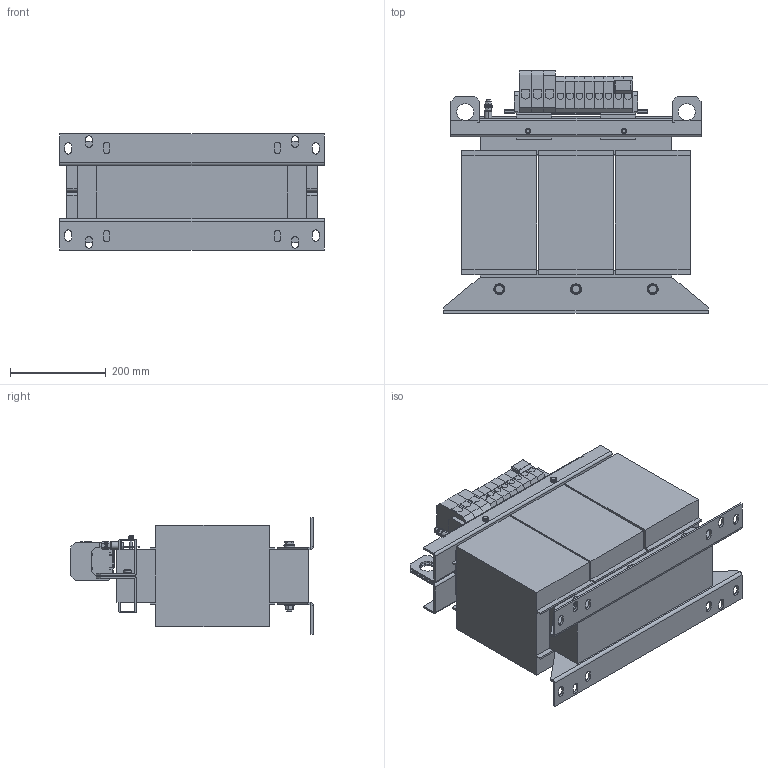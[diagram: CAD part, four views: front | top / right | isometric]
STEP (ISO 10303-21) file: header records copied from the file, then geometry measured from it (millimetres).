
FILE_DESCRIPTION (( 'STEP AP214' ), '1' );
FILE_NAME ('204913.STEP', '2020-05-28T17:12:30', ( '' ), ( '' ), 'SwSTEP 2.0', 'SolidWorks 2018', '' );
FILE_SCHEMA (( 'AUTOMOTIVE_DESIGN' ));
Length unit declared in the file: millimetre
Products named in the file (1): 204913
Bounding box: 552 x 505.7 x 242 mm (x, y, z)
Volume: 33170027.9 mm3; surface area: 1471577.4 mm2
Topology: 1 solids, 1 shells, 1142 faces, 2813 edges, 1754 vertices
Faces by surface type: plane 773, cylinder 219, cone 100, torus 28, bspline 14, sphere 8
Entity records: 34244 total; most frequent: CARTESIAN_POINT 7193, ORIENTED_EDGE 5626, DIRECTION 5467, EDGE_CURVE 2813, VECTOR 1941, LINE 1941, AXIS2_PLACEMENT_3D 1763, VERTEX_POINT 1754
